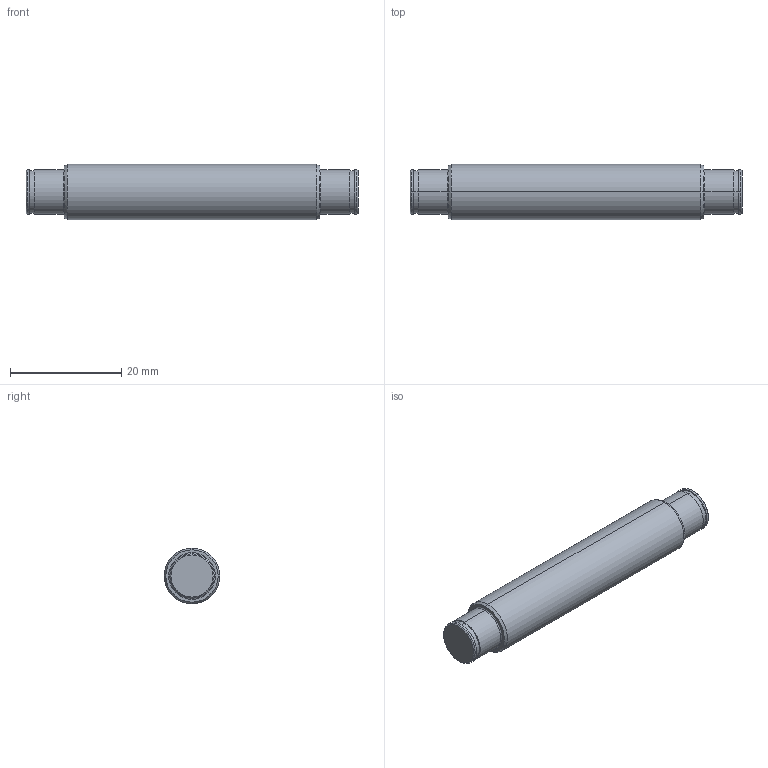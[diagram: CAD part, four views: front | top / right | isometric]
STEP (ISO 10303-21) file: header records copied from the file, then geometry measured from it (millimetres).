
FILE_DESCRIPTION (( 'STEP AP214' ), '1' );
FILE_NAME ('ZTK_PART_USIN_AXE ROUE DIA10.STEP', '2024-04-23T13:45:38', ( '' ), ( '' ), 'SwSTEP 2.0', 'SolidWorks 2024', '' );
FILE_SCHEMA (( 'AUTOMOTIVE_DESIGN' ));
Length unit declared in the file: millimetre
Products named in the file (1): ZTK_PART_USIN_AXE ROUE DIA10
Bounding box: 59.8 x 10 x 10 mm (x, y, z)
Volume: 4292.7 mm3; surface area: 1942.3 mm2
Topology: 1 solids, 1 shells, 34 faces, 66 edges, 40 vertices
Faces by surface type: cylinder 14, cone 8, plane 8, torus 4
Entity records: 901 total; most frequent: DIRECTION 180, CARTESIAN_POINT 141, ORIENTED_EDGE 132, AXIS2_PLACEMENT_3D 79, EDGE_CURVE 66, CIRCLE 44, EDGE_LOOP 40, VERTEX_POINT 40
